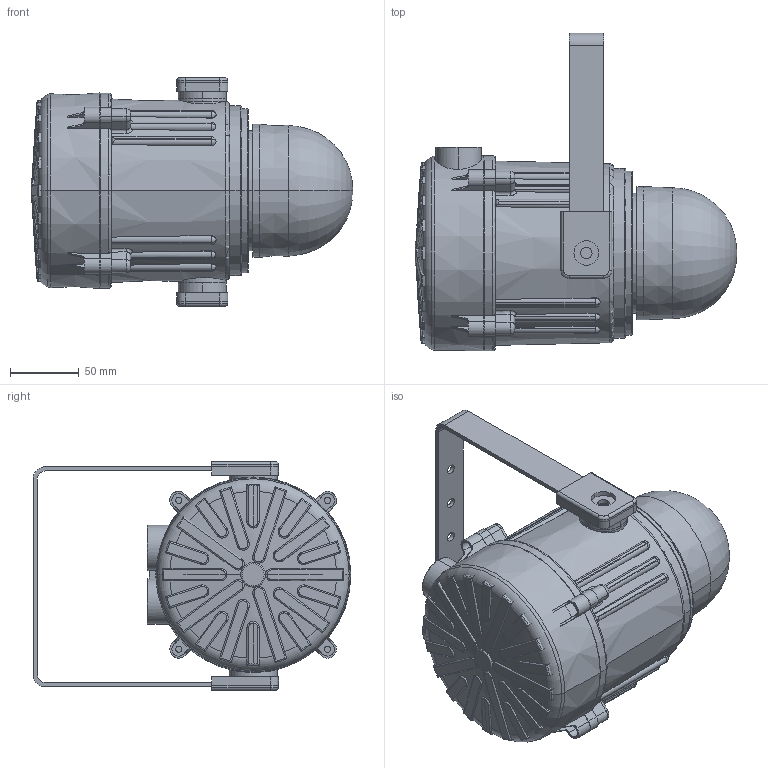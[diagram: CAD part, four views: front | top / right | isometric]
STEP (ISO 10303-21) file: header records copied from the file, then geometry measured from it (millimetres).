
FILE_DESCRIPTION (( 'STEP AP214' ), '1' );
FILE_NAME ('SK0072.STEP', '2014-02-20T11:01:47', ( '' ), ( '' ), 'SwSTEP 2.0', 'SolidWorks 2014', '' );
FILE_SCHEMA (( 'AUTOMOTIVE_DESIGN' ));
Length unit declared in the file: millimetre
Products named in the file (11): a; SK0072 body; SK0072; MA stirrup; b
Assembly tree (6 placements, depth 2):
  a
  a
  SK0072 body
  SK0072
    SK0072 body
    a  x2
    b  x2
    MA stirrup
  MA stirrup
Bounding box: 233.76 x 231.09 x 166.2 mm (x, y, z)
Volume: 2779536.9 mm3; surface area: 200698.3 mm2
Topology: 27 solids, 27 shells, 672 faces, 1677 edges, 1068 vertices
Faces by surface type: plane 244, cylinder 241, torus 99, bspline 78, cone 8, sphere 2
Entity records: 25400 total; most frequent: CARTESIAN_POINT 10353, ORIENTED_EDGE 3172, DIRECTION 2888, EDGE_CURVE 1586, AXIS2_PLACEMENT_3D 1157, VERTEX_POINT 1010, EDGE_LOOP 672, FACE_OUTER_BOUND 634
